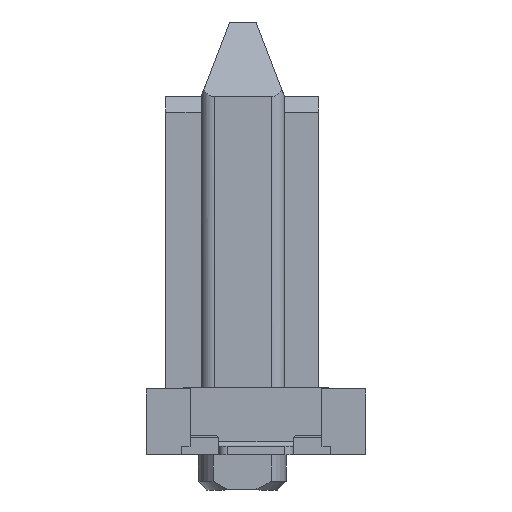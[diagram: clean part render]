
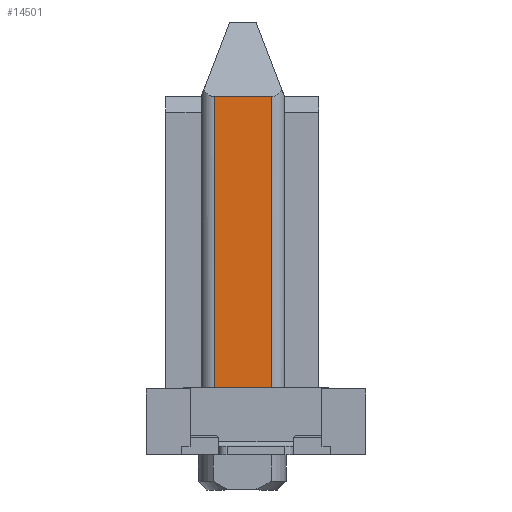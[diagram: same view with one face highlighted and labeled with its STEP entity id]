
A CAD part, left-side view. The second image highlights one B-rep face of the part: STEP entity #14501.
In plain terms, the highlighted planar face has unit normal (-1, 0, 0).
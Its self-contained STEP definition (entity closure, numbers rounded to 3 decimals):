
#163=DIRECTION('',(0.,-1.,0.));
#164=VECTOR('',#163,1.3);
#165=CARTESIAN_POINT('',(-20.215,0.95,-6.65));
#166=LINE('',#165,#164);
#2860=DIRECTION('',(0.,0.,1.));
#2861=VECTOR('',#2860,6.65);
#2862=CARTESIAN_POINT('',(-20.215,-0.35,-6.65));
#2863=LINE('',#2862,#2861);
#2871=DIRECTION('',(0.,-1.,0.));
#2872=VECTOR('',#2871,1.3);
#2873=CARTESIAN_POINT('',(-20.215,0.95,0.));
#2874=LINE('',#2873,#2872);
#2875=DIRECTION('',(0.,0.,1.));
#2876=VECTOR('',#2875,6.65);
#2877=CARTESIAN_POINT('',(-20.215,0.95,-6.65));
#2878=LINE('',#2877,#2876);
#8878=CARTESIAN_POINT('',(-20.215,0.95,-6.65));
#8879=VERTEX_POINT('',#8878);
#8880=CARTESIAN_POINT('',(-20.215,-0.35,-6.65));
#8881=VERTEX_POINT('',#8880);
#8898=CARTESIAN_POINT('',(-20.215,0.95,0.));
#8899=CARTESIAN_POINT('',(-20.215,-0.35,0.));
#8900=VERTEX_POINT('',#8898);
#8901=VERTEX_POINT('',#8899);
#14488=CARTESIAN_POINT('',(-20.215,0.95,-6.65));
#14489=DIRECTION('',(-1.,0.,0.));
#14490=DIRECTION('',(0.,-1.,0.));
#14491=AXIS2_PLACEMENT_3D('',#14488,#14489,#14490);
#14492=PLANE('',#14491);
#14494=ORIENTED_EDGE('',*,*,#14493,.T.);
#14495=ORIENTED_EDGE('',*,*,#14481,.F.);
#14496=ORIENTED_EDGE('',*,*,#11416,.F.);
#14498=ORIENTED_EDGE('',*,*,#14497,.T.);
#14499=EDGE_LOOP('',(#14494,#14495,#14496,#14498));
#14500=FACE_OUTER_BOUND('',#14499,.F.);
#11416=EDGE_CURVE('',#8879,#8881,#166,.T.);
#14481=EDGE_CURVE('',#8881,#8901,#2863,.T.);
#14493=EDGE_CURVE('',#8900,#8901,#2874,.T.);
#14497=EDGE_CURVE('',#8879,#8900,#2878,.T.);
#14501=ADVANCED_FACE('',(#14500),#14492,.T.);
